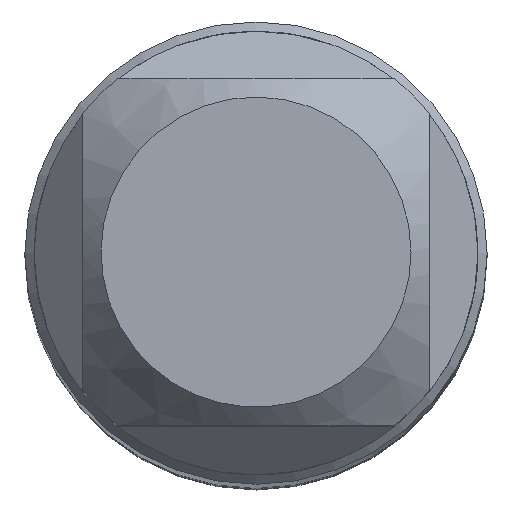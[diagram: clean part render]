
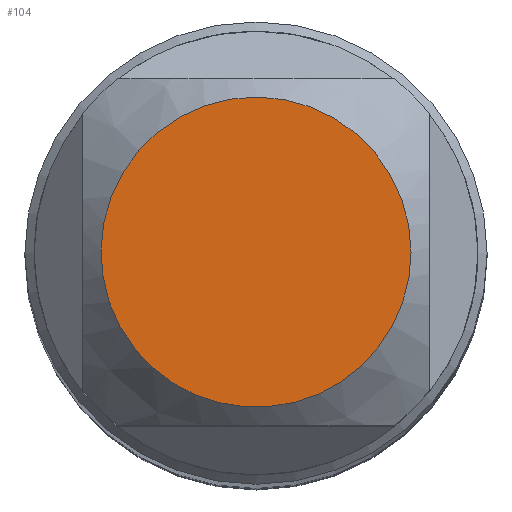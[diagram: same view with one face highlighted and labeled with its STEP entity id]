
A CAD part, top view. The second image highlights one B-rep face of the part: STEP entity #104.
In plain terms, the highlighted planar face has unit normal (0, 0, 1).
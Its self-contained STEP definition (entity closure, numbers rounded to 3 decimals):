
#71=PLANE('',#399);
#82=FACE_OUTER_BOUND('',#162,.T.);
#104=ADVANCED_FACE('',(#82),#71,.F.);
#162=EDGE_LOOP('',(#196));
#196=ORIENTED_EDGE('',*,*,#293,.T.);
#264=VERTEX_POINT('',#580);
#293=EDGE_CURVE('',#264,#264,#329,.T.);
#329=CIRCLE('',#398,3.245);
#398=AXIS2_PLACEMENT_3D('',#579,#460,#461);
#399=AXIS2_PLACEMENT_3D('',#581,#462,#463);
#460=DIRECTION('',(0.,0.,1.));
#461=DIRECTION('',(1.,0.,0.));
#462=DIRECTION('',(0.,0.,-1.));
#463=DIRECTION('',(-1.,0.,0.));
#579=CARTESIAN_POINT('',(0.,0.,0.));
#580=CARTESIAN_POINT('',(3.245,0.,0.));
#581=CARTESIAN_POINT('',(5.039,0.,0.));
